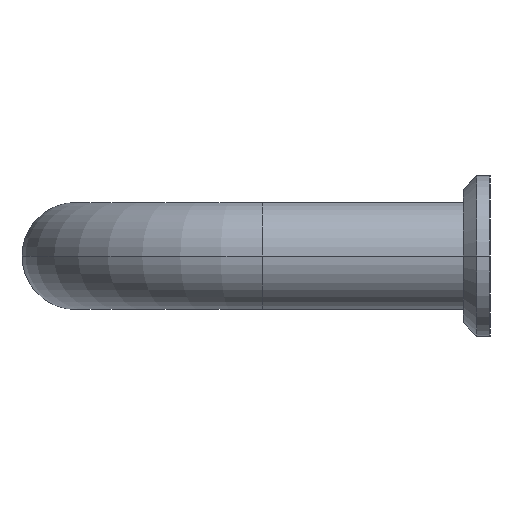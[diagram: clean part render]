
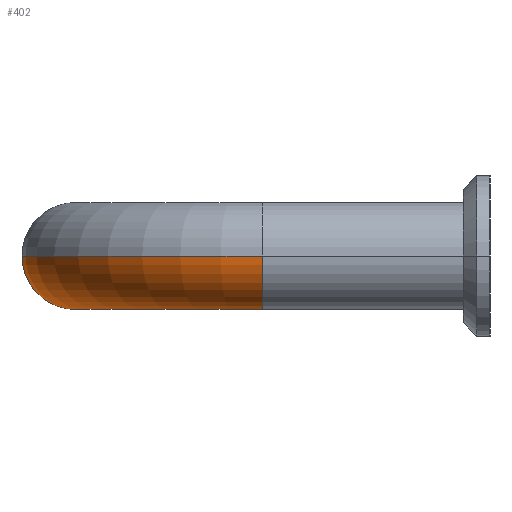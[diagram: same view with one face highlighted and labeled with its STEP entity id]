
A CAD part, left-side view. The second image highlights one B-rep face of the part: STEP entity #402.
In plain terms, the highlighted toroidal (fillet/blend) face has major radius 14 mm and minor radius 4 mm.
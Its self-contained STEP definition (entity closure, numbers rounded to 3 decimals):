
#402=ADVANCED_FACE('',(#917),#918,.T.);
#410=EDGE_CURVE('',#736,#612,#927,.T.);
#414=EDGE_CURVE('',#728,#736,#932,.T.);
#442=VERTEX_POINT('',#962);
#498=VERTEX_POINT('',#1022);
#588=EDGE_CURVE('',#442,#728,#1128,.T.);
#612=VERTEX_POINT('',#1153);
#642=EDGE_CURVE('',#442,#498,#1188,.T.);
#728=VERTEX_POINT('',#1292);
#736=VERTEX_POINT('',#1302);
#758=EDGE_CURVE('',#612,#498,#1328,.T.);
#917=FACE_OUTER_BOUND('',#1525,.T.);
#918=TOROIDAL_SURFACE('',#1526,14.0,4.0);
#927=CIRCLE('',#1539,4.0);
#932=CIRCLE('',#1545,4.0);
#962=CARTESIAN_POINT('',(4.0,17.0,0.0));
#1022=CARTESIAN_POINT('',(-4.0,17.0,0.));
#1128=CIRCLE('',#1799,10.0);
#1153=CARTESIAN_POINT('',(14.0,35.0,0.));
#1188=CIRCLE('',#1872,4.0);
#1292=CARTESIAN_POINT('',(14.0,27.0,0.));
#1302=CARTESIAN_POINT('',(14.0,31.0,-4.0));
#1328=CIRCLE('',#2049,18.0);
#1525=EDGE_LOOP('',(#2216,#2217,#2218,#2219,#2220));
#1526=AXIS2_PLACEMENT_3D('',#2221,#2222,#2223);
#1539=AXIS2_PLACEMENT_3D('',#2236,#2237,#2238);
#1545=AXIS2_PLACEMENT_3D('',#2247,#2248,#2249);
#1799=AXIS2_PLACEMENT_3D('',#2493,#2494,#2495);
#1872=AXIS2_PLACEMENT_3D('',#2552,#2553,#2554);
#2049=AXIS2_PLACEMENT_3D('',#2753,#2754,#2755);
#2216=ORIENTED_EDGE('',*,*,#758,.F.);
#2217=ORIENTED_EDGE('',*,*,#410,.F.);
#2218=ORIENTED_EDGE('',*,*,#414,.F.);
#2219=ORIENTED_EDGE('',*,*,#588,.F.);
#2220=ORIENTED_EDGE('',*,*,#642,.T.);
#2221=CARTESIAN_POINT('',(14.0,17.0,0.0));
#2222=DIRECTION('',(0.0,0.0,1.0));
#2223=DIRECTION('',(1.0,0.0,0.0));
#2236=CARTESIAN_POINT('',(14.0,31.0,0.0));
#2237=DIRECTION('',(1.0,0.0,0.0));
#2238=DIRECTION('',(0.0,1.0,0.0));
#2247=CARTESIAN_POINT('',(14.0,31.0,0.0));
#2248=DIRECTION('',(1.0,0.0,0.0));
#2249=DIRECTION('',(0.0,1.0,0.0));
#2493=CARTESIAN_POINT('',(14.0,17.0,0.));
#2494=DIRECTION('',(0.0,0.0,-1.0));
#2495=DIRECTION('',(1.0,0.0,0.0));
#2552=CARTESIAN_POINT('',(0.0,17.0,0.0));
#2553=DIRECTION('',(-0.0,1.0,0.0));
#2554=DIRECTION('',(1.0,0.0,0.0));
#2753=CARTESIAN_POINT('',(14.0,17.0,0.));
#2754=DIRECTION('',(0.0,0.0,1.0));
#2755=DIRECTION('',(1.0,0.0,0.0));
